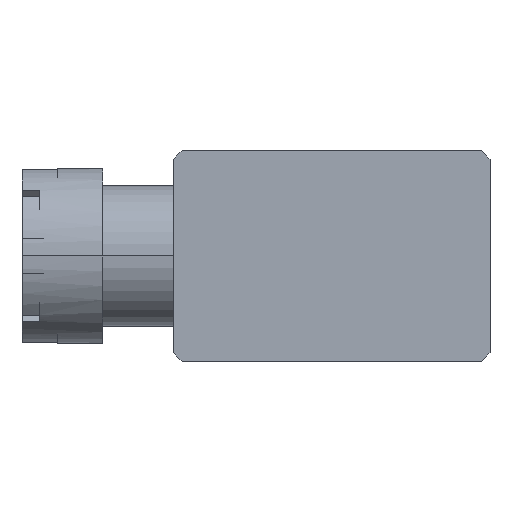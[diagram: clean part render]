
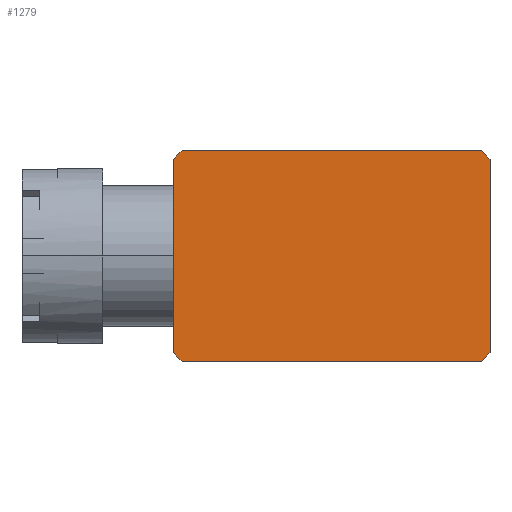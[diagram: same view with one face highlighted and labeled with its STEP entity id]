
A CAD part, left-side view. The second image highlights one B-rep face of the part: STEP entity #1279.
In plain terms, the highlighted face is planar.
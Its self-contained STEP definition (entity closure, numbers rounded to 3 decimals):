
#153 = EDGE_CURVE ( 'NONE', #4797, #6725, #4637, .T. ) ;
#158 = CARTESIAN_POINT ( 'NONE',  ( -3., 4.25, 77.5 ) ) ;
#191 = VERTEX_POINT ( 'NONE', #8866 ) ;
#238 = CARTESIAN_POINT ( 'NONE',  ( 2.75, -4.5, 77.5 ) ) ;
#266 = LINE ( 'NONE', #8945, #2508 ) ;
#337 = EDGE_CURVE ( 'NONE', #1887, #191, #9519, .T. ) ;
#403 = EDGE_CURVE ( 'NONE', #191, #1723, #8598, .T. ) ;
#562 = EDGE_CURVE ( 'NONE', #4475, #1887, #4625, .T. ) ;
#690 = EDGE_CURVE ( 'NONE', #4354, #1749, #3568, .T. ) ;
#792 = ORIENTED_EDGE ( 'NONE', *, *, #690, .T. ) ;
#844 = CARTESIAN_POINT ( 'NONE',  ( 3., -4.25, 77.5 ) ) ;
#986 = ORIENTED_EDGE ( 'NONE', *, *, #153, .T. ) ;
#988 = CARTESIAN_POINT ( 'NONE',  ( 2.75, 4.5, 77.5 ) ) ;
#1179 = CARTESIAN_POINT ( 'NONE',  ( -2.75, -4.5, 77.5 ) ) ;
#1279 = ADVANCED_FACE ( 'NONE', ( #9194 ), #3241, .T. ) ;
#1407 = EDGE_CURVE ( 'NONE', #1723, #4797, #4367, .T. ) ;
#1723 = VERTEX_POINT ( 'NONE', #1179 ) ;
#1749 = VERTEX_POINT ( 'NONE', #988 ) ;
#1887 = VERTEX_POINT ( 'NONE', #158 ) ;
#2045 = CARTESIAN_POINT ( 'NONE',  ( -2.75, 4.5, 77.5 ) ) ;
#2141 = EDGE_CURVE ( 'NONE', #1749, #4475, #266, .T. ) ;
#2385 = ORIENTED_EDGE ( 'NONE', *, *, #337, .T. ) ;
#2508 = VECTOR ( 'NONE', #9046, 1000. ) ;
#2686 = CARTESIAN_POINT ( 'NONE',  ( -3., -4.5, 77.5 ) ) ;
#2717 = DIRECTION ( 'NONE',  ( 1., 0., 0. ) ) ;
#2805 = ORIENTED_EDGE ( 'NONE', *, *, #1407, .T. ) ;
#3207 = DIRECTION ( 'NONE',  ( 1., 0., 0. ) ) ;
#3219 = DIRECTION ( 'NONE',  ( 0., 0., 1. ) ) ;
#3237 = CARTESIAN_POINT ( 'NONE',  ( -3., -4.5, 77.5 ) ) ;
#3241 = PLANE ( 'NONE',  #4550 ) ;
#3289 = CARTESIAN_POINT ( 'NONE',  ( 3., 4.25, 77.5 ) ) ;
#3568 = LINE ( 'NONE', #5897, #9738 ) ;
#4101 = VECTOR ( 'NONE', #2717, 1000. ) ;
#4234 = VECTOR ( 'NONE', #7668, 1000. ) ;
#4354 = VERTEX_POINT ( 'NONE', #3289 ) ;
#4367 = LINE ( 'NONE', #2686, #4101 ) ;
#4475 = VERTEX_POINT ( 'NONE', #2045 ) ;
#4550 = AXIS2_PLACEMENT_3D ( 'NONE', #3237, #3219, #3207 ) ;
#4625 = LINE ( 'NONE', #6749, #8940 ) ;
#4637 = LINE ( 'NONE', #9683, #6637 ) ;
#4797 = VERTEX_POINT ( 'NONE', #238 ) ;
#5306 = VECTOR ( 'NONE', #8126, 1000. ) ;
#5528 = CARTESIAN_POINT ( 'NONE',  ( 3., 4.5, 77.5 ) ) ;
#5721 = VECTOR ( 'NONE', #6227, 1000. ) ;
#5897 = CARTESIAN_POINT ( 'NONE',  ( 4.375, 2.875, 77.5 ) ) ;
#5943 = DIRECTION ( 'NONE',  ( -0.707, 0.707, 0. ) ) ;
#6069 = ORIENTED_EDGE ( 'NONE', *, *, #403, .T. ) ;
#6166 = ORIENTED_EDGE ( 'NONE', *, *, #7203, .T. ) ;
#6227 = DIRECTION ( 'NONE',  ( 0., 1., 0. ) ) ;
#6637 = VECTOR ( 'NONE', #9265, 1000. ) ;
#6725 = VERTEX_POINT ( 'NONE', #844 ) ;
#6733 = DIRECTION ( 'NONE',  ( -0.707, -0.707, 0. ) ) ;
#6749 = CARTESIAN_POINT ( 'NONE',  ( -7.375, -0.125, 77.5 ) ) ;
#7072 = EDGE_LOOP ( 'NONE', ( #2385, #6069, #2805, #986, #6166, #792, #7591, #8944 ) ) ;
#7203 = EDGE_CURVE ( 'NONE', #6725, #4354, #9897, .T. ) ;
#7591 = ORIENTED_EDGE ( 'NONE', *, *, #2141, .T. ) ;
#7668 = DIRECTION ( 'NONE',  ( 0.707, -0.707, 0. ) ) ;
#7691 = CARTESIAN_POINT ( 'NONE',  ( -2.875, -4.375, 77.5 ) ) ;
#8101 = CARTESIAN_POINT ( 'NONE',  ( -3., 4.5, 77.5 ) ) ;
#8126 = DIRECTION ( 'NONE',  ( 0., -1., 0. ) ) ;
#8598 = LINE ( 'NONE', #7691, #4234 ) ;
#8866 = CARTESIAN_POINT ( 'NONE',  ( -3., -4.25, 77.5 ) ) ;
#8940 = VECTOR ( 'NONE', #6733, 1000. ) ;
#8944 = ORIENTED_EDGE ( 'NONE', *, *, #562, .T. ) ;
#8945 = CARTESIAN_POINT ( 'NONE',  ( -3., 4.5, 77.5 ) ) ;
#9046 = DIRECTION ( 'NONE',  ( -1., 0., 0. ) ) ;
#9194 = FACE_OUTER_BOUND ( 'NONE', #7072, .T. ) ;
#9265 = DIRECTION ( 'NONE',  ( 0.707, 0.707, 0. ) ) ;
#9519 = LINE ( 'NONE', #8101, #5306 ) ;
#9683 = CARTESIAN_POINT ( 'NONE',  ( -0.125, -7.375, 77.5 ) ) ;
#9738 = VECTOR ( 'NONE', #5943, 1000. ) ;
#9897 = LINE ( 'NONE', #5528, #5721 ) ;
